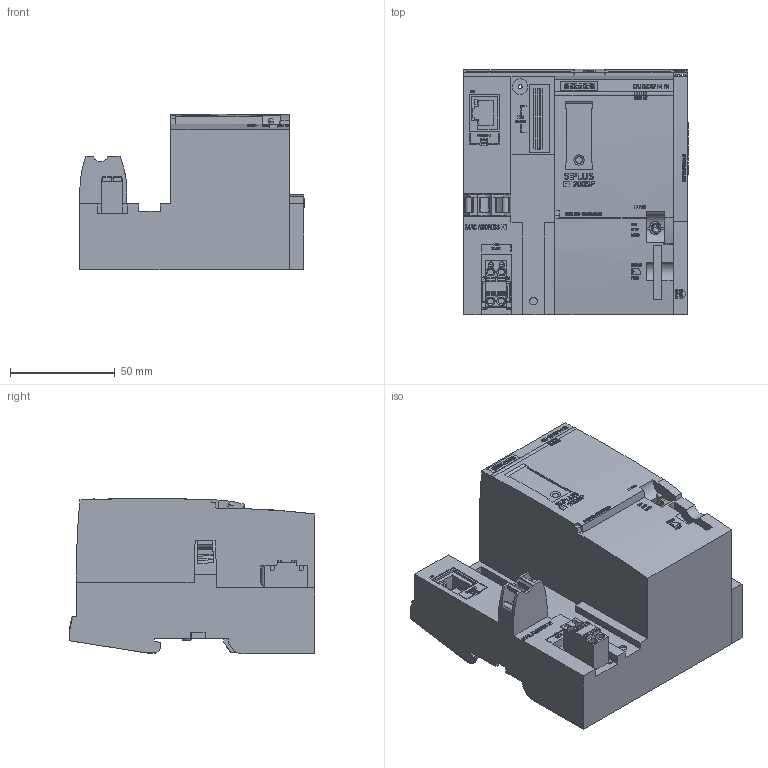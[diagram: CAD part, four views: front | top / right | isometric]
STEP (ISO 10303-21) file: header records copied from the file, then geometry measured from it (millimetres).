
FILE_DESCRIPTION(/* description */ (''),/* implementation_level */ '2;1');
FILE_NAME(/* name */ '6AG1512-1SM03-2AB0_3d.stp',/* time_stamp */ '2025-07-17T14:33:45+08:00',/* author */ (''),/* organization */ (''),/* preprocessor_version */ 'ST-DEVELOPER v20',/* originating_system */ 'SIEMENS PLM Software NX2406.8300',/* authorisation */ '');
FILE_SCHEMA (('AUTOMOTIVE_DESIGN { 1 0 10303 214 3 1 1 1 }'));
Products named in the file (7): A5E30911136A_RS-AA_002_1-labeling; A5E30911135A_RS-AA_002_1-box; A5E54894419A_RS-AA_001_1-Labeling; A5E30584982A_RS-AA_005_1-powersupply-connector; A5E52670738A_RS-AA_001_2-Box; A5E30911137A_RS-AA_004_4-CAx_6ES71936PA000AA0; A5E54894414A_RS-AA_001_2-CAx_6AG15121SM032AB0
Assembly tree (6 placements, depth 3):
  A5E54894414A_RS-AA_001_2-CAx_6AG15121SM032AB0
    A5E52670738A_RS-AA_001_2-Box
    A5E30584982A_RS-AA_005_1-powersupply-connector
    A5E30911137A_RS-AA_004_4-CAx_6ES71936PA000AA0
      A5E30911135A_RS-AA_002_1-box
      A5E30911136A_RS-AA_002_1-labeling
    A5E54894419A_RS-AA_001_1-Labeling
Bounding box: 107.1 x 117.35 x 74 mm (x, y, z)
Volume: 570680.3 mm3; surface area: 91825.4 mm2
Topology: 180 solids, 180 shells, 4078 faces, 10399 edges, 6904 vertices
Faces by surface type: plane 3227, extrusion 543, cylinder 294, cone 12, bspline 1, sphere 1
Full cylindrical faces by diameter (mm): 1.4 x2, 1.918 x3, 2.8 x2, 3 x1, 3.631 x1, 4 x1, 4.001 x2, 4.3 x3, 4.931 x1, 5.1 x6, 7.5 x1
Entity records: 173094 total; most frequent: CARTESIAN_POINT 50097, ORIENTED_EDGE 20676, DIRECTION 17096, EDGE_CURVE 10338, VECTOR 8138, LINE 7595, VERTEX_POINT 6891, EDGE_LOOP 4503
